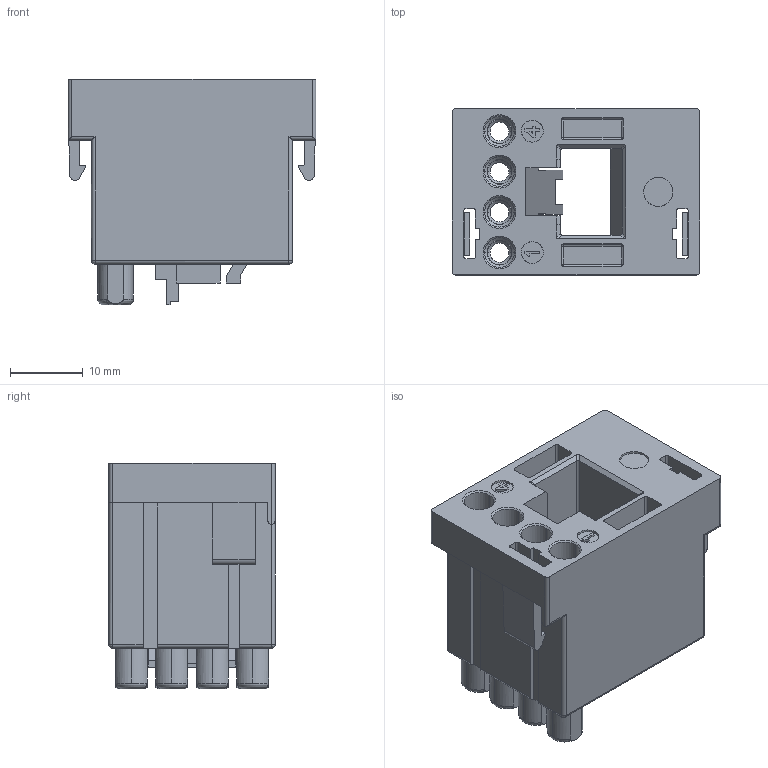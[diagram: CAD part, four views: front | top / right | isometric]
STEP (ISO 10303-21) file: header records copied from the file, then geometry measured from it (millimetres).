
FILE_DESCRIPTION(('CATIA V5 STEP Exchange','CAx-IF Rec.Pracs.--- Model Styling and Organization---1.4--- 2014-01-23'),'2;1');
FILE_NAME ('028061-1_0', '2021-05-25T09:23:22+00:00', ('none'), ('Weidmueller'), 'CATIA Version 5-6 Release 2016 SP3 HF44', 'CATIA V5 STEP AP214', 'none');
FILE_SCHEMA(('AUTOMOTIVE_DESIGN { 1 0 10303 214 1 1 1 1 }'));
Length unit declared in the file: millimetre
Products named in the file (1): 1950280000
Bounding box: 34 x 22.8 x 31 mm (x, y, z)
Volume: 8150.3 mm3; surface area: 11107.2 mm2
Topology: 1 solids, 1 shells, 445 faces, 1172 edges, 716 vertices
Faces by surface type: plane 198, cylinder 175, bspline 24, sphere 24, cone 24
Entity records: 14761 total; most frequent: CARTESIAN_POINT 4634, ORIENTED_EDGE 2272, DIRECTION 1735, EDGE_CURVE 1136, VERTEX_POINT 716, VECTOR 696, LINE 696, AXIS2_PLACEMENT_3D 619
